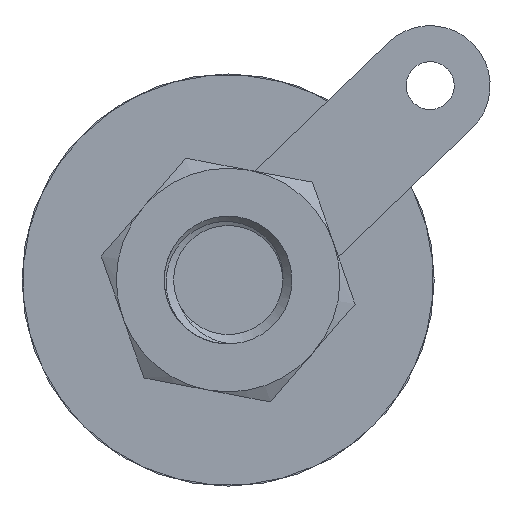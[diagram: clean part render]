
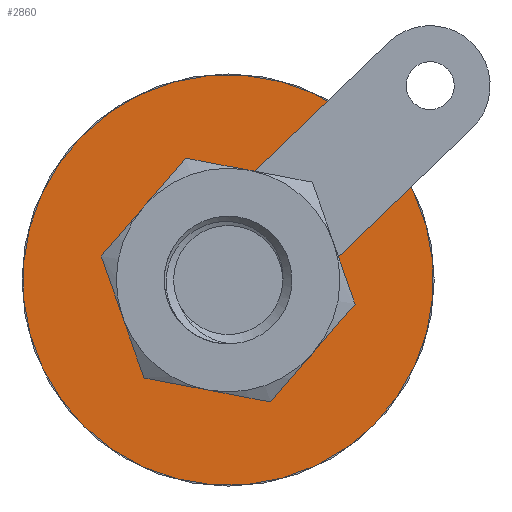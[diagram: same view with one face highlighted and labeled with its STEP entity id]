
A CAD part, left-side view. The second image highlights one B-rep face of the part: STEP entity #2860.
In plain terms, the highlighted planar face has unit normal (-1, 0, 0).
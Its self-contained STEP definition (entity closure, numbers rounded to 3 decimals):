
#159=PLANE('',#3183);
#226=FACE_BOUND('',#932,.T.);
#752=FACE_OUTER_BOUND('',#931,.T.);
#931=EDGE_LOOP('',(#2056));
#932=EDGE_LOOP('',(#2057));
#1103=CIRCLE('',#3179,2.25);
#1104=CIRCLE('',#3181,6.425);
#1248=VERTEX_POINT('',#4560);
#1249=VERTEX_POINT('',#4564);
#1550=EDGE_CURVE('',#1248,#1248,#1103,.T.);
#1551=EDGE_CURVE('',#1249,#1249,#1104,.T.);
#2056=ORIENTED_EDGE('',*,*,#1551,.T.);
#2057=ORIENTED_EDGE('',*,*,#1550,.T.);
#2860=ADVANCED_FACE('',(#752,#226),#159,.T.);
#3179=AXIS2_PLACEMENT_3D('',#4562,#3618,#3619);
#3181=AXIS2_PLACEMENT_3D('',#4565,#3622,#3623);
#3183=AXIS2_PLACEMENT_3D('',#4569,#3627,#3628);
#3618=DIRECTION('center_axis',(1.,0.,0.));
#3619=DIRECTION('ref_axis',(0.,1.,0.));
#3622=DIRECTION('center_axis',(-1.,0.,0.));
#3623=DIRECTION('ref_axis',(0.,1.,0.));
#3627=DIRECTION('center_axis',(-1.,0.,0.));
#3628=DIRECTION('ref_axis',(0.,1.,0.));
#4560=CARTESIAN_POINT('',(-10.3,-2.25,0.));
#4562=CARTESIAN_POINT('Origin',(-10.3,0.,0.));
#4564=CARTESIAN_POINT('',(-10.3,-6.425,0.));
#4565=CARTESIAN_POINT('Origin',(-10.3,0.,0.));
#4569=CARTESIAN_POINT('Origin',(-10.3,0.,0.));
